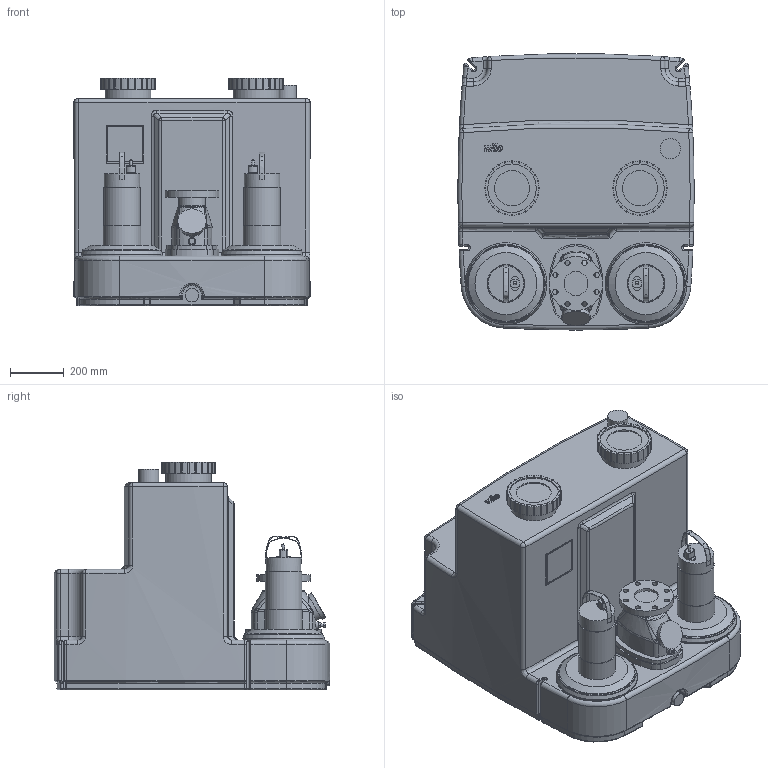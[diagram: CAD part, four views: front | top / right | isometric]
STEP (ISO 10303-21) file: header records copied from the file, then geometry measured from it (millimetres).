
FILE_DESCRIPTION(/* description */ (''),/* implementation_level */ '2;1');
FILE_NAME(/* name */ '3d_DrainLiftSANI-XL.16T_4C-2549932.stp',/* time_stamp */ '2021-04-13T13:13:45+02:00',/* author */ ('Andrzej'),/* organization */ (''),/* preprocessor_version */ 'ST-DEVELOPER v16.13',/* originating_system */ 'AutoCAD Mechanical',/* authorisation */ '');
FILE_SCHEMA (('AUTOMOTIVE_DESIGN { 1 0 10303 214 3 1 1 }'));
Length unit declared in the file: millimetre
Products named in the file (1): Product
Bounding box: 877 x 1023.89 x 846 mm (x, y, z)
Volume: 431992560.1 mm3; surface area: 4839981.2 mm2
Topology: 14 solids, 14 shells, 924 faces, 2307 edges, 1385 vertices
Faces by surface type: plane 340, cylinder 297, torus 112, bspline 112, sphere 58, cone 5
Full cylindrical faces by diameter (mm): 11 x1, 19 x8, 22 x1, 28 x1, 50 x1, 75 x1, 88.9 x1, 90 x1, 100 x1, 105 x1, 130 x4, 132 x2, 136 x2, 140 x2, 170 x2, 180 x2, 200 x1, 290 x2, 300 x4, 304 x2
Entity records: 37480 total; most frequent: CARTESIAN_POINT 15887, DIRECTION 4593, ORIENTED_EDGE 4396, EDGE_CURVE 2198, AXIS2_PLACEMENT_3D 1755, VERTEX_POINT 1380, LINE 1083, VECTOR 1083
